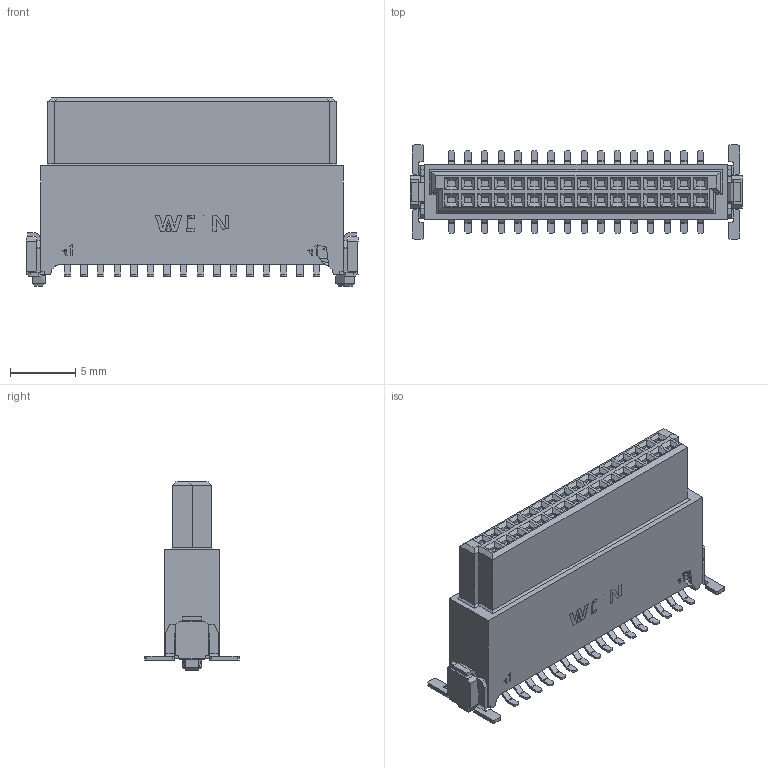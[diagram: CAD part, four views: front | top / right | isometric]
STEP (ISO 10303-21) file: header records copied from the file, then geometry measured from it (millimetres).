
FILE_DESCRIPTION( ('This file contains a STEP AP42 implementation' ,'as created by ZW3D STEP Interface translator.') ,'2;1' );
FILE_NAME( '3910-S032-136MS3WR1W.stp' ,'23 5 4.1517 8', (''), ('ZWCAD Software Co.'), 'Version 1.0', 'ZW3D to STEP translator', '' );
FILE_SCHEMA(('AUTOMOTIVE_DESIGN { 1 0 10303 214 1 1 1 1 }'));
Length unit declared in the file: millimetre
Products named in the file (2): 0; 3910-S032-136MS3WR1W
Bounding box: 25.4 x 7.2 x 14.4 mm (x, y, z)
Volume: 1068.2 mm3
Topology: 2 solids, 3 shells, 1508 faces, 3986 edges, 2565 vertices
Faces by surface type: plane 1127, cylinder 345, bspline 35, cone 1
Full cylindrical faces by diameter (mm): 1.45 x1
Entity records: 49361 total; most frequent: CARTESIAN_POINT 11807, ORIENTED_EDGE 7976, DIRECTION 6555, EDGE_CURVE 3988, VECTOR 2929, LINE 2929, VERTEX_POINT 2565, AXIS2_PLACEMENT_3D 1813
